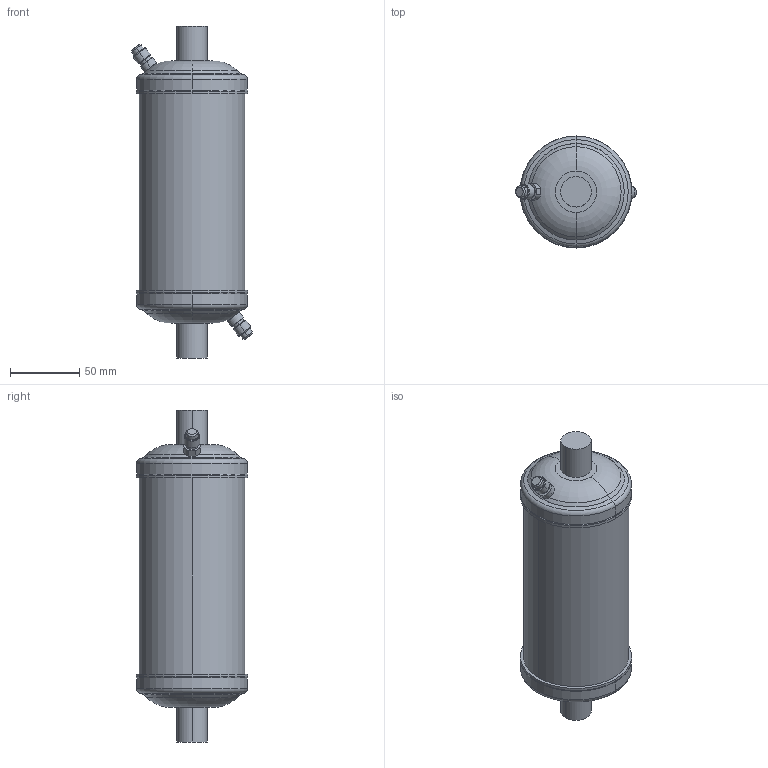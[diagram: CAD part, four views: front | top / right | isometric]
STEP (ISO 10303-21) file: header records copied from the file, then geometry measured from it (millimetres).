
FILE_DESCRIPTION (( 'STEP AP203' ), '1' );
FILE_NAME ('023Z1017R - DAS 306sVV.STEP', '2022-12-22T11:16:04', ( '' ), ( '' ), 'SwSTEP 2.0', 'SolidWorks 2020', '' );
FILE_SCHEMA (( 'CONFIG_CONTROL_DESIGN' ));
Length unit declared in the file: millimetre
Products named in the file (1): 023Z1017R - DAS 306sVV
Bounding box: 87.41 x 80.8 x 240 mm (x, y, z)
Volume: 865941.7 mm3; surface area: 57600.2 mm2
Topology: 1 solids, 1 shells, 94 faces, 200 edges, 119 vertices
Faces by surface type: cylinder 36, cone 22, plane 20, torus 16
Entity records: 2757 total; most frequent: CARTESIAN_POINT 584, DIRECTION 496, ORIENTED_EDGE 396, AXIS2_PLACEMENT_3D 213, EDGE_CURVE 198, VERTEX_POINT 119, CIRCLE 118, EDGE_LOOP 107
